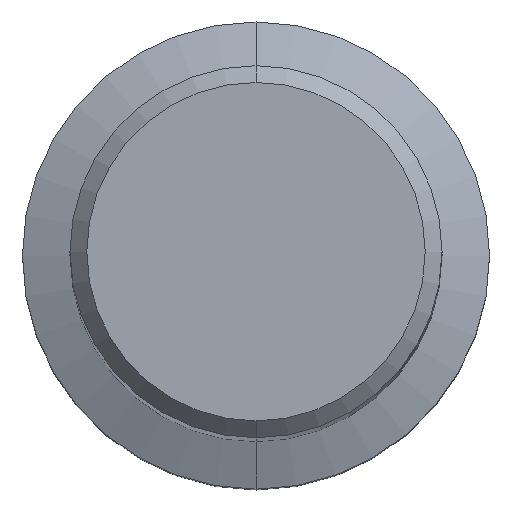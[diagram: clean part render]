
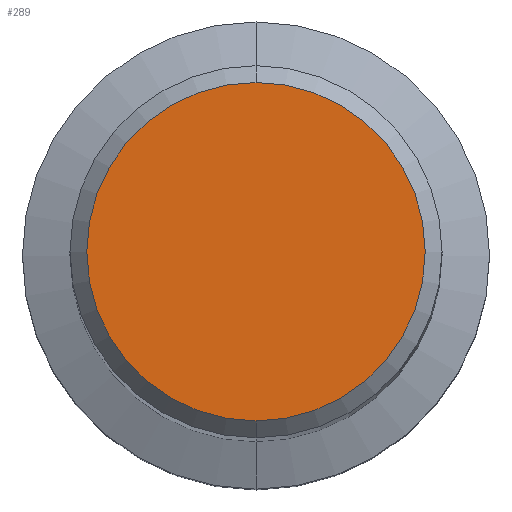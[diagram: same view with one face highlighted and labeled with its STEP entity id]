
A CAD part, top view. The second image highlights one B-rep face of the part: STEP entity #289.
In plain terms, the highlighted planar face has unit normal (0, 0, 1).
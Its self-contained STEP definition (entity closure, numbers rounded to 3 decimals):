
#169=EDGE_CURVE('',#199,#251,#379,.T.);
#199=VERTEX_POINT('',#411);
#201=EDGE_CURVE('',#251,#199,#413,.T.);
#251=VERTEX_POINT('',#466);
#289=ADVANCED_FACE('',(#510),#511,.T.);
#379=CIRCLE('',#612,8.05);
#411=CARTESIAN_POINT('',(0.0,8.05,0.0));
#413=CIRCLE('',#654,8.05);
#466=CARTESIAN_POINT('',(0.,-8.05,0.0));
#510=FACE_OUTER_BOUND('',#779,.T.);
#511=PLANE('',#780);
#612=AXIS2_PLACEMENT_3D('',#889,#890,#891);
#654=AXIS2_PLACEMENT_3D('',#928,#929,#930);
#779=EDGE_LOOP('',(#1043,#1044));
#780=AXIS2_PLACEMENT_3D('',#1045,#1046,#1047);
#889=CARTESIAN_POINT('',(0.0,0.0,0.0));
#890=DIRECTION('',(0.0,0.0,-1.0));
#891=DIRECTION('',(0.0,1.0,0.0));
#928=CARTESIAN_POINT('',(0.0,0.0,0.0));
#929=DIRECTION('',(0.0,0.0,-1.0));
#930=DIRECTION('',(0.0,1.0,0.0));
#1043=ORIENTED_EDGE('',*,*,#169,.F.);
#1044=ORIENTED_EDGE('',*,*,#201,.F.);
#1045=CARTESIAN_POINT('',(0.0,4.025,0.0));
#1046=DIRECTION('',(-0.0,0.0,1.0));
#1047=DIRECTION('',(0.0,-1.0,0.0));
